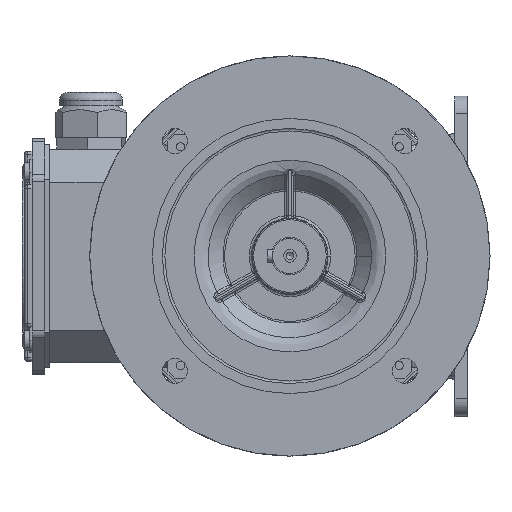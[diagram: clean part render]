
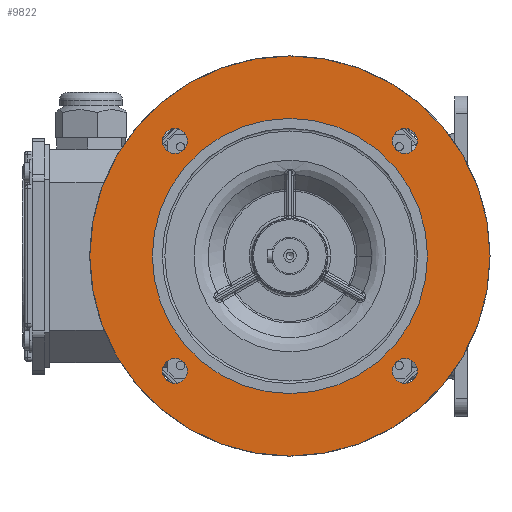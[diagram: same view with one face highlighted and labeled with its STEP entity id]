
A CAD part, top view. The second image highlights one B-rep face of the part: STEP entity #9822.
In plain terms, the highlighted planar face has unit normal (0, 0, 1).
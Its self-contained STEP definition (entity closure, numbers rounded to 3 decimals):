
#5710=CIRCLE('',#60219,5.);
#5765=CIRCLE('',#60303,5.);
#5826=CIRCLE('',#60397,5.);
#5914=CIRCLE('',#60525,5.);
#5915=CIRCLE('',#60527,80.);
#5930=CIRCLE('',#60578,55.);
#7096=FACE_BOUND('',#17713,.T.);
#7097=FACE_BOUND('',#17714,.T.);
#7098=FACE_BOUND('',#17715,.T.);
#7099=FACE_BOUND('',#17716,.T.);
#7100=FACE_BOUND('',#17717,.T.);
#7101=FACE_BOUND('',#17718,.T.);
#9822=ADVANCED_FACE('',(#7096,#7097,#7098,#7099,#7100,#7101),#11703,.T.);
#11703=PLANE('',#60580);
#17713=EDGE_LOOP('',(#31924));
#17714=EDGE_LOOP('',(#31925));
#17715=EDGE_LOOP('',(#31926));
#17716=EDGE_LOOP('',(#31927));
#17717=EDGE_LOOP('',(#31928));
#17718=EDGE_LOOP('',(#31929));
#31924=ORIENTED_EDGE('',*,*,#46684,.F.);
#31925=ORIENTED_EDGE('',*,*,#47029,.F.);
#31926=ORIENTED_EDGE('',*,*,#47030,.T.);
#31927=ORIENTED_EDGE('',*,*,#47078,.F.);
#31928=ORIENTED_EDGE('',*,*,#46820,.F.);
#31929=ORIENTED_EDGE('',*,*,#46560,.F.);
#39103=VERTEX_POINT('',#103969);
#39172=VERTEX_POINT('',#104901);
#39255=VERTEX_POINT('',#105748);
#39374=VERTEX_POINT('',#107366);
#39375=VERTEX_POINT('',#107369);
#39386=VERTEX_POINT('',#107840);
#46560=EDGE_CURVE('',#39103,#39103,#5710,.T.);
#46684=EDGE_CURVE('',#39172,#39172,#5765,.T.);
#46820=EDGE_CURVE('',#39255,#39255,#5826,.T.);
#47029=EDGE_CURVE('',#39374,#39374,#5914,.T.);
#47030=EDGE_CURVE('',#39375,#39375,#5915,.T.);
#47078=EDGE_CURVE('',#39386,#39386,#5930,.T.);
#60219=AXIS2_PLACEMENT_3D('',#103968,#71792,#71793);
#60303=AXIS2_PLACEMENT_3D('',#104900,#71995,#71996);
#60397=AXIS2_PLACEMENT_3D('',#105747,#72224,#72225);
#60525=AXIS2_PLACEMENT_3D('',#107365,#72535,#72536);
#60527=AXIS2_PLACEMENT_3D('',#107368,#72539,#72540);
#60578=AXIS2_PLACEMENT_3D('',#107839,#72661,#72662);
#60580=AXIS2_PLACEMENT_3D('',#107842,#72665,#72666);
#71792=DIRECTION('',(0.,0.,1.));
#71793=DIRECTION('',(1.,0.,0.));
#71995=DIRECTION('',(0.,0.,1.));
#71996=DIRECTION('',(1.,0.,0.));
#72224=DIRECTION('',(0.,0.,1.));
#72225=DIRECTION('',(1.,0.,0.));
#72535=DIRECTION('',(0.,0.,1.));
#72536=DIRECTION('',(1.,0.,0.));
#72539=DIRECTION('',(0.,0.,1.));
#72540=DIRECTION('',(1.,0.,0.));
#72661=DIRECTION('',(0.,0.,1.));
#72662=DIRECTION('',(-1.,0.,0.));
#72665=DIRECTION('',(0.,0.,1.));
#72666=DIRECTION('',(1.,0.,0.));
#103968=CARTESIAN_POINT('',(-45.962,45.962,32.));
#103969=CARTESIAN_POINT('',(-40.962,45.962,32.));
#104900=CARTESIAN_POINT('',(45.962,-45.962,32.));
#104901=CARTESIAN_POINT('',(50.962,-45.962,32.));
#105747=CARTESIAN_POINT('',(45.962,45.962,32.));
#105748=CARTESIAN_POINT('',(50.962,45.962,32.));
#107365=CARTESIAN_POINT('',(-45.962,-45.962,32.));
#107366=CARTESIAN_POINT('',(-40.962,-45.962,32.));
#107368=CARTESIAN_POINT('',(0.,0.,32.));
#107369=CARTESIAN_POINT('',(80.,0.,32.));
#107839=CARTESIAN_POINT('',(0.,0.,32.));
#107840=CARTESIAN_POINT('',(-55.,0.,32.));
#107842=CARTESIAN_POINT('',(0.,0.,32.));
